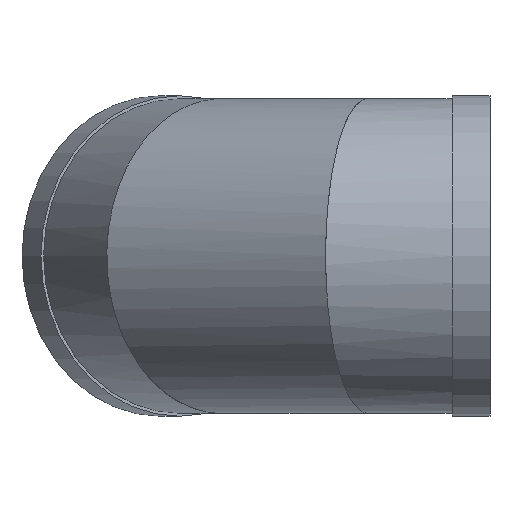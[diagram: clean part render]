
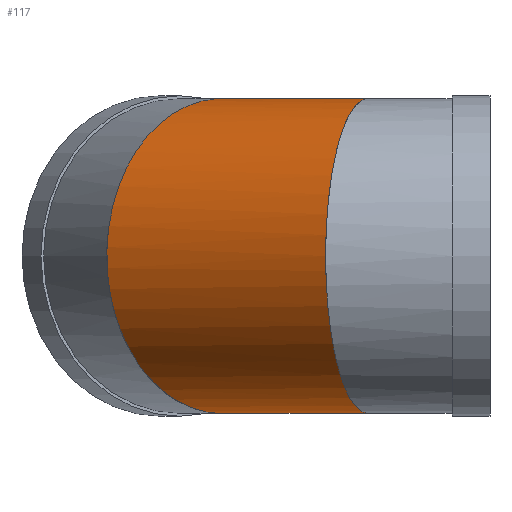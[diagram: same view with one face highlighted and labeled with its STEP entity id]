
A CAD part, left-side view. The second image highlights one B-rep face of the part: STEP entity #117.
In plain terms, the highlighted cylindrical face has radius 315 mm (diameter 630 mm), a full revolution.
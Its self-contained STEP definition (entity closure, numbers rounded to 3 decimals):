
#117 = ADVANCED_FACE( '', ( #210, #211 ), #212, .T. );
#210 = FACE_OUTER_BOUND( '', #304, .T. );
#211 = FACE_OUTER_BOUND( '', #305, .T. );
#212 = CYLINDRICAL_SURFACE( '', #306, 315. );
#304 = EDGE_LOOP( '', ( #398 ) );
#305 = EDGE_LOOP( '', ( #399 ) );
#306 = AXIS2_PLACEMENT_3D( '', #400, #401, #402 );
#398 = ORIENTED_EDGE( '', *, *, #500, .T. );
#399 = ORIENTED_EDGE( '', *, *, #487, .T. );
#400 = CARTESIAN_POINT( '', ( 399.404, 936.596, 0. ) );
#401 = DIRECTION( '', ( 0.5, 0.866, 0. ) );
#402 = DIRECTION( '', ( 0.866, -0.5, 0. ) );
#487 = EDGE_CURVE( '', #530, #530, #531, .T. );
#500 = EDGE_CURVE( '', #551, #551, #552, .T. );
#530 = VERTEX_POINT( '', #590 );
#531 = ELLIPSE( '', #591, 326.112, 315. );
#551 = VERTEX_POINT( '', #611 );
#552 = ELLIPSE( '', #612, 326.112, 315. );
#590 = CARTESIAN_POINT( '', ( -315., 329.212, 0. ) );
#591 = AXIS2_PLACEMENT_3D( '', #651, #652, #653 );
#611 = CARTESIAN_POINT( '', ( 399.404, 306.596, 0. ) );
#612 = AXIS2_PLACEMENT_3D( '', #675, #676, #677 );
#651 = CARTESIAN_POINT( '', ( 0., 244.808, 0. ) );
#652 = DIRECTION( '', ( 0.259, 0.966, 0. ) );
#653 = DIRECTION( '', ( -0.966, 0.259, 0. ) );
#675 = CARTESIAN_POINT( '', ( 168.808, 537.192, 0. ) );
#676 = DIRECTION( '', ( -0.707, -0.707, 0. ) );
#677 = DIRECTION( '', ( 0.707, -0.707, 0. ) );
